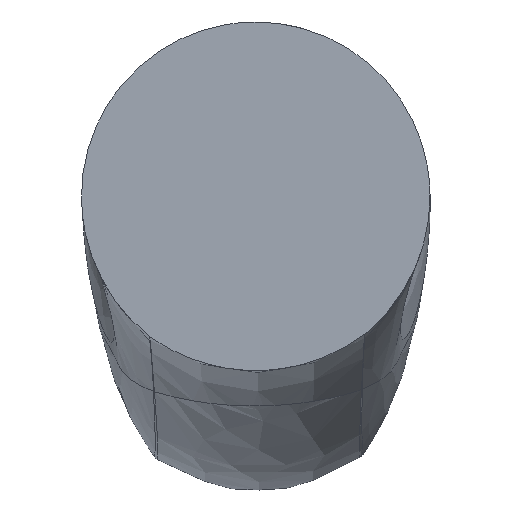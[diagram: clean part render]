
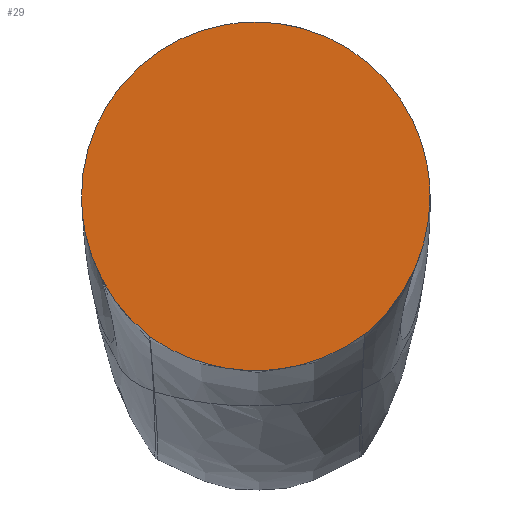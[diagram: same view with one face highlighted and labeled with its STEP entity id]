
A CAD part, top view. The second image highlights one B-rep face of the part: STEP entity #29.
In plain terms, the highlighted planar face has unit normal (-0.001, 0, 1).
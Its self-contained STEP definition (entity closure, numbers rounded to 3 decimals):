
#29=ADVANCED_FACE('',(#50),#354,.T.);
#50=FACE_OUTER_BOUND('',#71,.T.);
#71=EDGE_LOOP('',(#160,#161,#162,#163,#164,#165,#166));
#160=ORIENTED_EDGE('',*,*,#230,.F.);
#161=ORIENTED_EDGE('',*,*,#231,.F.);
#162=ORIENTED_EDGE('',*,*,#232,.F.);
#163=ORIENTED_EDGE('',*,*,#233,.F.);
#164=ORIENTED_EDGE('',*,*,#234,.F.);
#165=ORIENTED_EDGE('',*,*,#235,.F.);
#166=ORIENTED_EDGE('',*,*,#236,.F.);
#230=EDGE_CURVE('',#347,#351,#289,.T.);
#231=EDGE_CURVE('',#348,#347,#290,.T.);
#232=EDGE_CURVE('',#326,#348,#291,.T.);
#233=EDGE_CURVE('',#325,#326,#292,.T.);
#234=EDGE_CURVE('',#350,#325,#293,.T.);
#235=EDGE_CURVE('',#349,#350,#294,.T.);
#236=EDGE_CURVE('',#351,#349,#295,.T.);
#289=B_SPLINE_CURVE_WITH_KNOTS('',3,(#5751,#5752,#5753,#5754,#5755,#5756,
#5757,#5758,#5759,#5760,#5761,#5762,#5763,#5764,#5765,#5766,#5767,#5768),
 .UNSPECIFIED.,.F.,.F.,(4,2,2,2,2,2,2,2,4),(-106.986,-93.613,
-80.239,-66.866,-53.493,-40.12,
-26.746,-13.373,0.),.UNSPECIFIED.);
#290=B_SPLINE_CURVE_WITH_KNOTS('',3,(#5769,#5770,#5771,#5772,#5773,#5774,
#5775,#5776,#5777,#5778),.UNSPECIFIED.,.F.,.F.,(4,2,2,2,4),(-62.229,
-46.672,-31.115,-15.557,0.),.UNSPECIFIED.);
#291=B_SPLINE_CURVE_WITH_KNOTS('',3,(#5779,#5780,#5781,#5782),
 .UNSPECIFIED.,.F.,.F.,(4,4),(-0.13,0.),.UNSPECIFIED.);
#292=B_SPLINE_CURVE_WITH_KNOTS('',3,(#5783,#5784,#5785,#5786,#5787,#5788,
#5789,#5790),.UNSPECIFIED.,.F.,.F.,(4,2,2,4),(-90.729,-68.047,
-45.364,0.),.UNSPECIFIED.);
#293=B_SPLINE_CURVE_WITH_KNOTS('',3,(#5791,#5792,#5793,#5794),
 .UNSPECIFIED.,.F.,.F.,(4,4),(-0.13,0.),.UNSPECIFIED.);
#294=B_SPLINE_CURVE_WITH_KNOTS('',3,(#5795,#5796,#5797,#5798,#5799,#5800,
#5801,#5802,#5803,#5804),.UNSPECIFIED.,.F.,.F.,(4,2,2,2,4),(-62.229,
-46.672,-31.115,-15.557,0.),.UNSPECIFIED.);
#295=B_SPLINE_CURVE_WITH_KNOTS('',3,(#5805,#5806,#5807,#5808,#5809,#5810,
#5811,#5812,#5813,#5814,#5815,#5816,#5817,#5818,#5819,#5820),
 .UNSPECIFIED.,.F.,.F.,(4,2,2,2,2,2,2,4),(-107.114,-93.725,
-80.336,-66.946,-53.557,-40.168,
-26.779,0.),.UNSPECIFIED.);
#325=VERTEX_POINT('',#5092);
#326=VERTEX_POINT('',#5093);
#347=VERTEX_POINT('',#5114);
#348=VERTEX_POINT('',#5115);
#349=VERTEX_POINT('',#5116);
#350=VERTEX_POINT('',#5117);
#351=VERTEX_POINT('',#5118);
#354=PLANE('',#463);
#463=AXIS2_PLACEMENT_3D('',#3775,#468,$);
#468=DIRECTION('',(-0.001,0.,1.));
#3775=CARTESIAN_POINT('',(-81.098,-81.899,964.41));
#5092=CARTESIAN_POINT('',(43.164,-53.814,964.546));
#5093=CARTESIAN_POINT('',(-40.726,-54.662,964.454));
#5114=CARTESIAN_POINT('',(-67.324,-0.688,964.426));
#5115=CARTESIAN_POINT('',(-40.83,-54.583,964.454));
#5116=CARTESIAN_POINT('',(68.666,0.685,964.574));
#5117=CARTESIAN_POINT('',(43.266,-53.734,964.546));
#5118=CARTESIAN_POINT('',(-0.015,67.999,964.5));
#5751=CARTESIAN_POINT('',(-67.324,-0.688,964.426));
#5752=CARTESIAN_POINT('',(-67.369,3.801,964.426));
#5753=CARTESIAN_POINT('',(-66.973,8.222,964.426));
#5754=CARTESIAN_POINT('',(-65.333,16.934,964.428));
#5755=CARTESIAN_POINT('',(-64.067,21.269,964.43));
#5756=CARTESIAN_POINT('',(-60.744,29.523,964.433));
#5757=CARTESIAN_POINT('',(-58.698,33.447,964.436));
#5758=CARTESIAN_POINT('',(-53.839,40.891,964.441));
#5759=CARTESIAN_POINT('',(-51.007,44.415,964.444));
#5760=CARTESIAN_POINT('',(-44.807,50.746,964.451));
#5761=CARTESIAN_POINT('',(-41.414,53.597,964.455));
#5762=CARTESIAN_POINT('',(-34.028,58.651,964.463));
#5763=CARTESIAN_POINT('',(-30.108,60.797,964.467));
#5764=CARTESIAN_POINT('',(-21.968,64.274,964.476));
#5765=CARTESIAN_POINT('',(-17.693,65.627,964.481));
#5766=CARTESIAN_POINT('',(-8.938,67.468,964.49));
#5767=CARTESIAN_POINT('',(-4.505,67.953,964.495));
#5768=CARTESIAN_POINT('',(-0.015,67.999,964.5));
#5769=CARTESIAN_POINT('',(-40.83,-54.583,964.454));
#5770=CARTESIAN_POINT('',(-44.927,-51.356,964.45));
#5771=CARTESIAN_POINT('',(-48.608,-47.719,964.446));
#5772=CARTESIAN_POINT('',(-55.145,-39.632,964.439));
#5773=CARTESIAN_POINT('',(-57.935,-35.252,964.436));
#5774=CARTESIAN_POINT('',(-62.472,-26.02,964.431));
#5775=CARTESIAN_POINT('',(-64.251,-21.078,964.429));
#5776=CARTESIAN_POINT('',(-66.64,-11.023,964.426));
#5777=CARTESIAN_POINT('',(-67.271,-5.903,964.426));
#5778=CARTESIAN_POINT('',(-67.324,-0.688,964.426));
#5779=CARTESIAN_POINT('',(-40.726,-54.662,964.454));
#5780=CARTESIAN_POINT('',(-40.761,-54.636,964.454));
#5781=CARTESIAN_POINT('',(-40.796,-54.61,964.454));
#5782=CARTESIAN_POINT('',(-40.83,-54.583,964.454));
#5783=CARTESIAN_POINT('',(43.164,-53.814,964.546));
#5784=CARTESIAN_POINT('',(37.128,-58.346,964.539));
#5785=CARTESIAN_POINT('',(30.547,-61.816,964.532));
#5786=CARTESIAN_POINT('',(16.302,-66.655,964.516));
#5787=CARTESIAN_POINT('',(8.917,-67.913,964.508));
#5788=CARTESIAN_POINT('',(-13.585,-68.159,964.484));
#5789=CARTESIAN_POINT('',(-28.472,-63.48,964.467));
#5790=CARTESIAN_POINT('',(-40.726,-54.662,964.454));
#5791=CARTESIAN_POINT('',(43.266,-53.734,964.546));
#5792=CARTESIAN_POINT('',(43.233,-53.761,964.546));
#5793=CARTESIAN_POINT('',(43.199,-53.788,964.546));
#5794=CARTESIAN_POINT('',(43.164,-53.814,964.546));
#5795=CARTESIAN_POINT('',(68.666,0.685,964.574));
#5796=CARTESIAN_POINT('',(68.719,-4.53,964.574));
#5797=CARTESIAN_POINT('',(68.191,-9.678,964.573));
#5798=CARTESIAN_POINT('',(65.985,-19.84,964.571));
#5799=CARTESIAN_POINT('',(64.32,-24.758,964.569));
#5800=CARTESIAN_POINT('',(59.967,-34.079,964.564));
#5801=CARTESIAN_POINT('',(57.231,-38.561,964.561));
#5802=CARTESIAN_POINT('',(50.892,-46.724,964.554));
#5803=CARTESIAN_POINT('',(47.297,-50.425,964.55));
#5804=CARTESIAN_POINT('',(43.266,-53.734,964.546));
#5805=CARTESIAN_POINT('',(-0.015,67.999,964.5));
#5806=CARTESIAN_POINT('',(4.474,68.044,964.505));
#5807=CARTESIAN_POINT('',(8.893,67.648,964.51));
#5808=CARTESIAN_POINT('',(17.596,66.01,964.519));
#5809=CARTESIAN_POINT('',(21.925,64.747,964.524));
#5810=CARTESIAN_POINT('',(30.19,61.421,964.533));
#5811=CARTESIAN_POINT('',(34.115,59.373,964.537));
#5812=CARTESIAN_POINT('',(41.553,54.518,964.545));
#5813=CARTESIAN_POINT('',(45.08,51.684,964.549));
#5814=CARTESIAN_POINT('',(51.415,45.48,964.556));
#5815=CARTESIAN_POINT('',(54.264,42.088,964.559));
#5816=CARTESIAN_POINT('',(59.311,34.713,964.564));
#5817=CARTESIAN_POINT('',(61.465,30.78,964.567));
#5818=CARTESIAN_POINT('',(66.681,18.569,964.572));
#5819=CARTESIAN_POINT('',(68.575,9.664,964.574));
#5820=CARTESIAN_POINT('',(68.666,0.685,964.574));
